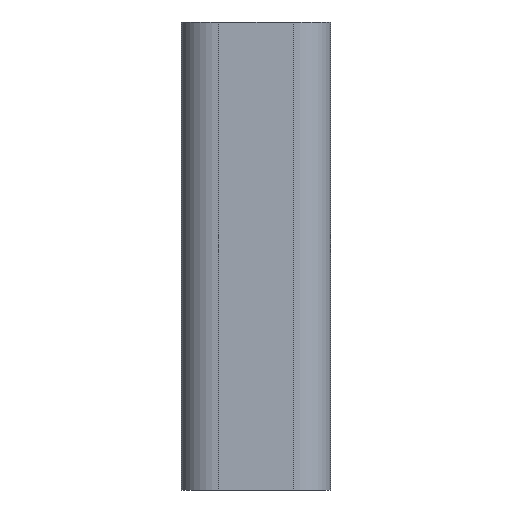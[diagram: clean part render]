
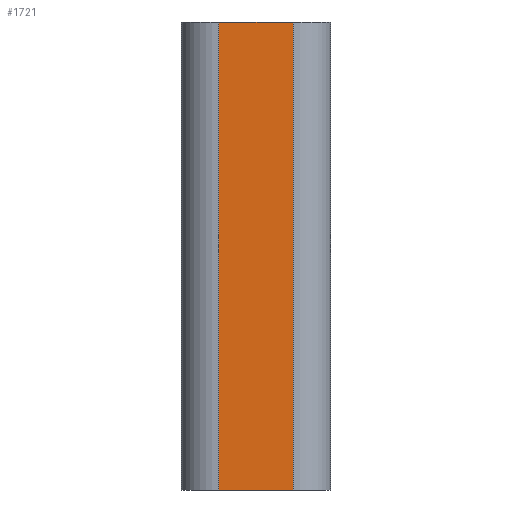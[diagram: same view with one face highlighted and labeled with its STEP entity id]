
A CAD part, left-side view. The second image highlights one B-rep face of the part: STEP entity #1721.
In plain terms, the highlighted planar face has unit normal (-1, 0, 0).
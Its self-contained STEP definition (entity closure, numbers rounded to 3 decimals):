
#12 = DIRECTION ( 'NONE',  ( 0., -1., 0. ) ) ;
#261 = VERTEX_POINT ( 'NONE', #3269 ) ;
#694 = CARTESIAN_POINT ( 'NONE',  ( -60., 4., -25. ) ) ;
#695 = AXIS2_PLACEMENT_3D ( 'NONE', #1705, #1214, #3131 ) ;
#873 = DIRECTION ( 'NONE',  ( 0., -1., 0. ) ) ;
#975 = VECTOR ( 'NONE', #2835, 1000. ) ;
#1019 = EDGE_CURVE ( 'NONE', #3671, #4764, #3932, .T. ) ;
#1214 = DIRECTION ( 'NONE',  ( 1., 0., 0. ) ) ;
#1272 = EDGE_CURVE ( 'NONE', #261, #1510, #1773, .T. ) ;
#1281 = LINE ( 'NONE', #3772, #975 ) ;
#1510 = VERTEX_POINT ( 'NONE', #4829 ) ;
#1654 = CARTESIAN_POINT ( 'NONE',  ( -60., -4., 25. ) ) ;
#1689 = ORIENTED_EDGE ( 'NONE', *, *, #1019, .T. ) ;
#1705 = CARTESIAN_POINT ( 'NONE',  ( -60., 4., 25. ) ) ;
#1721 = ADVANCED_FACE ( 'NONE', ( #2756 ), #4665, .F. ) ;
#1773 = LINE ( 'NONE', #3229, #2398 ) ;
#2394 = CARTESIAN_POINT ( 'NONE',  ( -60., -4., -25. ) ) ;
#2398 = VECTOR ( 'NONE', #873, 1000. ) ;
#2513 = CARTESIAN_POINT ( 'NONE',  ( -60., 4., -25. ) ) ;
#2660 = ORIENTED_EDGE ( 'NONE', *, *, #1272, .F. ) ;
#2756 = FACE_OUTER_BOUND ( 'NONE', #2991, .T. ) ;
#2835 = DIRECTION ( 'NONE',  ( 0., 0., -1. ) ) ;
#2991 = EDGE_LOOP ( 'NONE', ( #1689, #5282, #2660, #5334 ) ) ;
#3131 = DIRECTION ( 'NONE',  ( 0., 1., 0. ) ) ;
#3229 = CARTESIAN_POINT ( 'NONE',  ( -60., 4., 25. ) ) ;
#3269 = CARTESIAN_POINT ( 'NONE',  ( -60., 4., 25. ) ) ;
#3618 = EDGE_CURVE ( 'NONE', #1510, #4764, #4612, .T. ) ;
#3671 = VERTEX_POINT ( 'NONE', #694 ) ;
#3761 = EDGE_CURVE ( 'NONE', #261, #3671, #1281, .T. ) ;
#3772 = CARTESIAN_POINT ( 'NONE',  ( -60., 4., 25. ) ) ;
#3932 = LINE ( 'NONE', #2513, #4190 ) ;
#4079 = DIRECTION ( 'NONE',  ( 0., 0., -1. ) ) ;
#4190 = VECTOR ( 'NONE', #12, 1000. ) ;
#4612 = LINE ( 'NONE', #1654, #4683 ) ;
#4665 = PLANE ( 'NONE',  #695 ) ;
#4683 = VECTOR ( 'NONE', #4079, 1000. ) ;
#4764 = VERTEX_POINT ( 'NONE', #2394 ) ;
#4829 = CARTESIAN_POINT ( 'NONE',  ( -60., -4., 25. ) ) ;
#5282 = ORIENTED_EDGE ( 'NONE', *, *, #3618, .F. ) ;
#5334 = ORIENTED_EDGE ( 'NONE', *, *, #3761, .T. ) ;
